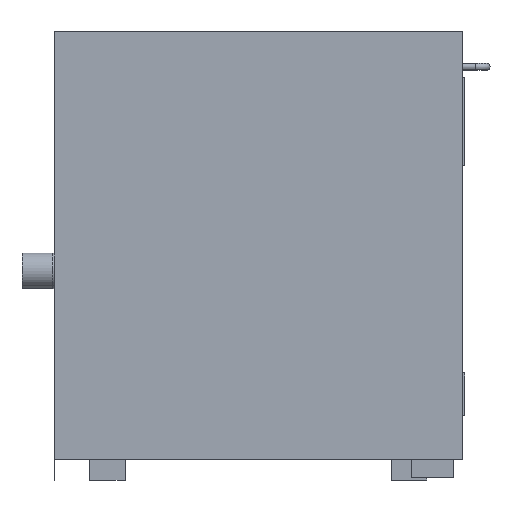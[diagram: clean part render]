
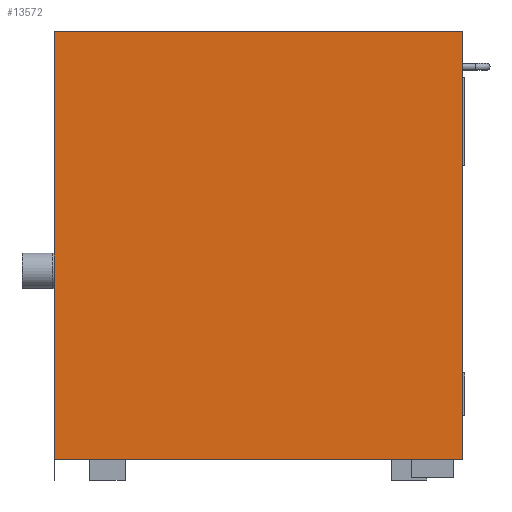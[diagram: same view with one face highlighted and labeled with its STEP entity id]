
A CAD part, left-side view. The second image highlights one B-rep face of the part: STEP entity #13572.
In plain terms, the highlighted planar face has unit normal (-1, 0, 0).
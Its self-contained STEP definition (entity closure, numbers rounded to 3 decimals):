
#962=FACE_OUTER_BOUND('',#1744,.T.);
#1744=EDGE_LOOP('',(#9002,#9003,#9004,#9005,#9006,#9007));
#2621=LINE('',#18178,#4047);
#2690=LINE('',#18340,#4116);
#2692=LINE('',#18344,#4118);
#2760=LINE('',#18483,#4186);
#2805=LINE('',#18605,#4231);
#2806=LINE('',#18606,#4232);
#4047=VECTOR('',#15171,10.);
#4116=VECTOR('',#15334,10.);
#4118=VECTOR('',#15338,10.);
#4186=VECTOR('',#15454,10.);
#4231=VECTOR('',#15581,10.);
#4232=VECTOR('',#15582,10.);
#5460=VERTEX_POINT('',#18171);
#5463=VERTEX_POINT('',#18176);
#5508=VERTEX_POINT('',#18336);
#5509=VERTEX_POINT('',#18338);
#5510=VERTEX_POINT('',#18342);
#5557=VERTEX_POINT('',#18481);
#6721=EDGE_CURVE('',#5463,#5460,#2621,.T.);
#6798=EDGE_CURVE('',#5508,#5509,#2690,.T.);
#6800=EDGE_CURVE('',#5510,#5509,#2692,.T.);
#6868=EDGE_CURVE('',#5557,#5510,#2760,.T.);
#6923=EDGE_CURVE('',#5460,#5557,#2805,.T.);
#6924=EDGE_CURVE('',#5508,#5463,#2806,.T.);
#9002=ORIENTED_EDGE('',*,*,#6923,.F.);
#9003=ORIENTED_EDGE('',*,*,#6721,.F.);
#9004=ORIENTED_EDGE('',*,*,#6924,.F.);
#9005=ORIENTED_EDGE('',*,*,#6798,.T.);
#9006=ORIENTED_EDGE('',*,*,#6800,.F.);
#9007=ORIENTED_EDGE('',*,*,#6868,.F.);
#12326=PLANE('',#14448);
#13572=ADVANCED_FACE('',(#962),#12326,.T.);
#14448=AXIS2_PLACEMENT_3D('',#18604,#15579,#15580);
#15171=DIRECTION('',(0.,-1.,0.));
#15334=DIRECTION('',(0.,-1.,0.));
#15338=DIRECTION('',(0.,0.,-1.));
#15454=DIRECTION('',(0.,1.,0.));
#15579=DIRECTION('center_axis',(-1.,0.,0.));
#15580=DIRECTION('ref_axis',(0.,-1.,0.));
#15581=DIRECTION('',(0.,0.,-1.));
#15582=DIRECTION('',(0.,0.,1.));
#18171=CARTESIAN_POINT('',(-551.,-287.,300.44));
#18176=CARTESIAN_POINT('',(-551.,287.,300.44));
#18178=CARTESIAN_POINT('',(-551.,287.,300.44));
#18336=CARTESIAN_POINT('',(-551.,287.,-330.44));
#18338=CARTESIAN_POINT('',(-551.,286.9,-330.44));
#18340=CARTESIAN_POINT('',(-551.,287.,-330.44));
#18342=CARTESIAN_POINT('',(-551.,286.9,-300.44));
#18344=CARTESIAN_POINT('',(-551.,286.9,-330.44));
#18481=CARTESIAN_POINT('',(-551.,-287.,-300.44));
#18483=CARTESIAN_POINT('',(-551.,287.,-300.44));
#18604=CARTESIAN_POINT('Origin',(-551.,287.,0.));
#18605=CARTESIAN_POINT('',(-551.,-287.,0.));
#18606=CARTESIAN_POINT('',(-551.,287.,0.));
